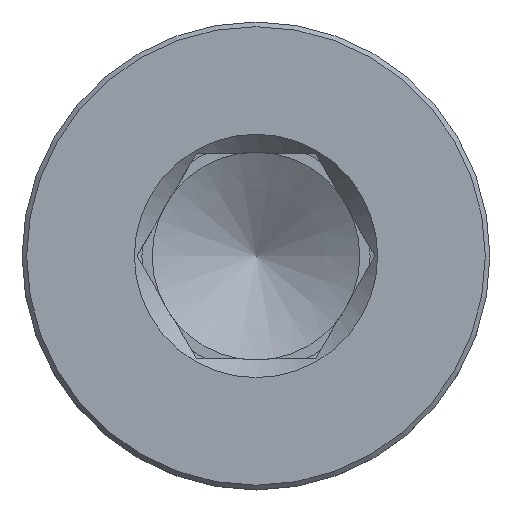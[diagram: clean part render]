
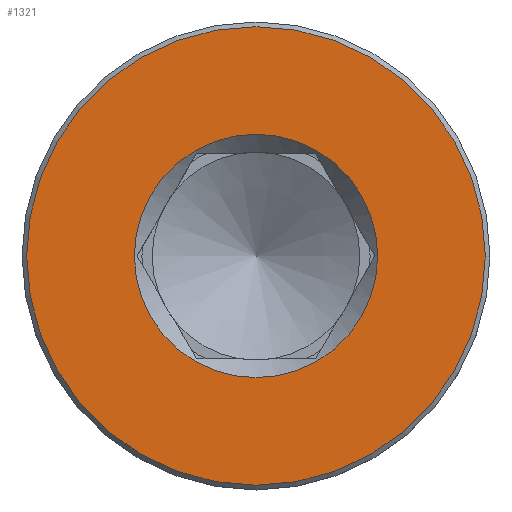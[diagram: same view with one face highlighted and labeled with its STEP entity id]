
A CAD part, top view. The second image highlights one B-rep face of the part: STEP entity #1321.
In plain terms, the highlighted planar face has unit normal (0, 0, 1).
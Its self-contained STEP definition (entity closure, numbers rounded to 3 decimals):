
#1093=CARTESIAN_POINT('',(13.0,0.,22.5));
#1094=VERTEX_POINT('',#1093);
#1095=CARTESIAN_POINT('',(0.0,0.0,22.5));
#1096=DIRECTION('',(0.0,0.0,-1.0));
#1097=DIRECTION('',(-1.0,0.0,0.0));
#1098=AXIS2_PLACEMENT_3D('',#1095,#1096,#1097);
#1099=CIRCLE('',#1098,13.0);
#1100=EDGE_CURVE('',#1094,#1094,#1099,.T.);
#1267=CARTESIAN_POINT('',(24.5,0.,22.5));
#1268=VERTEX_POINT('',#1267);
#1269=CARTESIAN_POINT('',(0.0,0.0,22.5));
#1270=DIRECTION('',(0.0,0.0,-1.0));
#1271=DIRECTION('',(-1.0,0.0,0.0));
#1272=AXIS2_PLACEMENT_3D('',#1269,#1270,#1271);
#1273=CIRCLE('',#1272,24.5);
#1274=EDGE_CURVE('',#1268,#1268,#1273,.T.);
#1310=CARTESIAN_POINT('',(0.0,0.0,22.5));
#1311=DIRECTION('',(0.0,0.0,-1.0));
#1312=DIRECTION('',(-1.0,0.0,0.0));
#1313=AXIS2_PLACEMENT_3D('',#1310,#1311,#1312);
#1314=PLANE('',#1313);
#1315=ORIENTED_EDGE('',*,*,#1274,.F.);
#1316=EDGE_LOOP('',(#1315));
#1317=FACE_OUTER_BOUND('',#1316,.T.);
#1318=ORIENTED_EDGE('',*,*,#1100,.T.);
#1319=EDGE_LOOP('',(#1318));
#1320=FACE_BOUND('',#1319,.T.);
#1321=ADVANCED_FACE('',(#1317,#1320),#1314,.F.);
